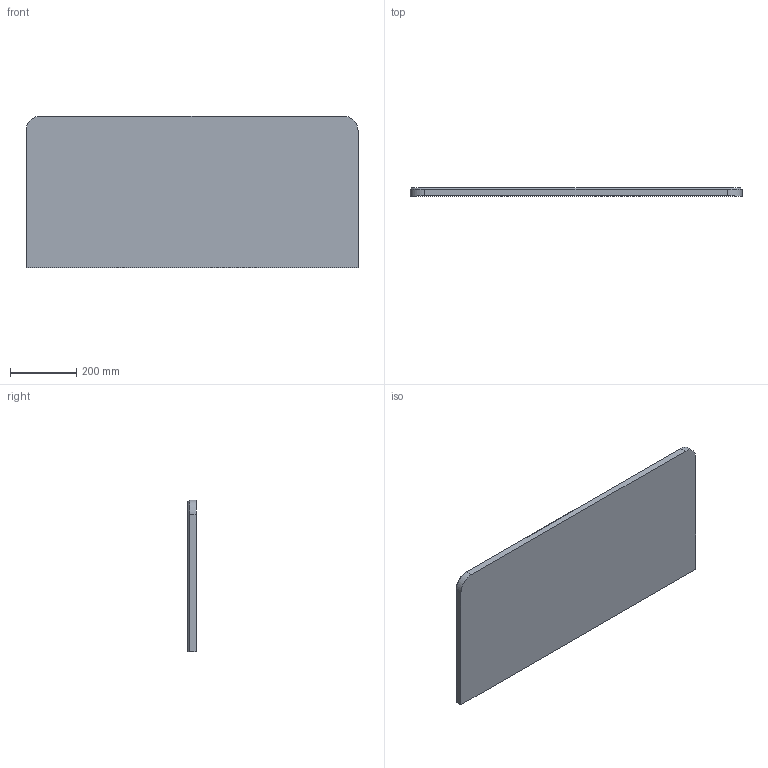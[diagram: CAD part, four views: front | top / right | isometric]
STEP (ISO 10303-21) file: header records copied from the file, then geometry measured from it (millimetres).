
FILE_DESCRIPTION (( 'STEP AP214' ), '1' );
FILE_NAME ('CB100C_STP_V10322.STEP', '2022-05-16T13:08:04', ( '' ), ( '' ), 'SwSTEP 2.0', 'SolidWorks 2022', '' );
FILE_SCHEMA (( 'AUTOMOTIVE_DESIGN' ));
Length unit declared in the file: millimetre
Products named in the file (1): CB100C_STP_V10322
Bounding box: 1005 x 25 x 460 mm (x, y, z)
Volume: 11512257.4 mm3; surface area: 989579.7 mm2
Topology: 1 solids, 1 shells, 13 faces, 29 edges, 18 vertices
Faces by surface type: plane 9, cone 2, cylinder 2
Entity records: 391 total; most frequent: DIRECTION 63, CARTESIAN_POINT 61, ORIENTED_EDGE 58, EDGE_CURVE 29, VECTOR 23, LINE 23, AXIS2_PLACEMENT_3D 20, VERTEX_POINT 18
